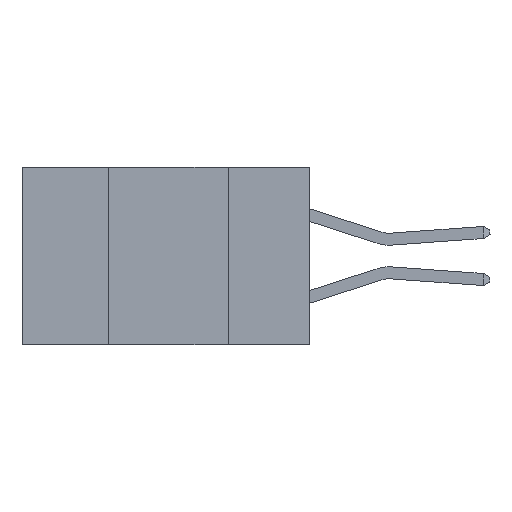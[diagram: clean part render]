
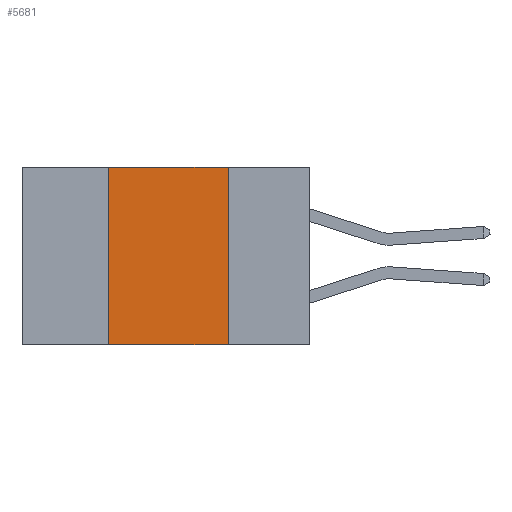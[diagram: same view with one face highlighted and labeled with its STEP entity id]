
A CAD part, left-side view. The second image highlights one B-rep face of the part: STEP entity #5681.
In plain terms, the highlighted planar face has unit normal (-1, 0, 0).
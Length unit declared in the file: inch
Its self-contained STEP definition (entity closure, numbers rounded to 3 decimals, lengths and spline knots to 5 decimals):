
#1099 = CARTESIAN_POINT ( 'NONE',  ( 0., 0.6, 0. ) ) ;
#1538 = CARTESIAN_POINT ( 'NONE',  ( 0., 0.17, -0.37 ) ) ;
#1693 = VECTOR ( 'NONE', #10359, 39.37008 ) ;
#1848 = CARTESIAN_POINT ( 'NONE',  ( 0., 0.17, -0.37 ) ) ;
#2276 = EDGE_CURVE ( 'NONE', #8939, #7200, #4252, .T. ) ;
#2964 = VECTOR ( 'NONE', #12481, 39.37008 ) ;
#3284 = VECTOR ( 'NONE', #9598, 39.37008 ) ;
#4252 = LINE ( 'NONE', #1099, #2964 ) ;
#4308 = CARTESIAN_POINT ( 'NONE',  ( 0., 0.42, -0.37 ) ) ;
#4373 = CARTESIAN_POINT ( 'NONE',  ( 0., 0.42, -0.37 ) ) ;
#4997 = CARTESIAN_POINT ( 'NONE',  ( 0., 0.6, -0.37 ) ) ;
#5181 = VERTEX_POINT ( 'NONE', #1848 ) ;
#5681 = ADVANCED_FACE ( 'NONE', ( #7127 ), #13293, .F. ) ;
#7097 = EDGE_CURVE ( 'NONE', #8604, #5181, #12341, .T. ) ;
#7127 = FACE_OUTER_BOUND ( 'NONE', #11444, .T. ) ;
#7200 = VERTEX_POINT ( 'NONE', #8231 ) ;
#8231 = CARTESIAN_POINT ( 'NONE',  ( 0., 0.17, 0. ) ) ;
#8415 = DIRECTION ( 'NONE',  ( 0., 0., -1. ) ) ;
#8465 = AXIS2_PLACEMENT_3D ( 'NONE', #12339, #10545, #8415 ) ;
#8468 = ORIENTED_EDGE ( 'NONE', *, *, #2276, .F. ) ;
#8572 = EDGE_CURVE ( 'NONE', #8604, #8939, #9662, .T. ) ;
#8604 = VERTEX_POINT ( 'NONE', #4308 ) ;
#8939 = VERTEX_POINT ( 'NONE', #13210 ) ;
#9598 = DIRECTION ( 'NONE',  ( 0., 0., 1. ) ) ;
#9662 = LINE ( 'NONE', #4373, #3284 ) ;
#10147 = ORIENTED_EDGE ( 'NONE', *, *, #7097, .T. ) ;
#10265 = ORIENTED_EDGE ( 'NONE', *, *, #8572, .F. ) ;
#10359 = DIRECTION ( 'NONE',  ( 0., -1., 0. ) ) ;
#10545 = DIRECTION ( 'NONE',  ( 1., 0., 0. ) ) ;
#10936 = LINE ( 'NONE', #1538, #13373 ) ;
#11278 = ORIENTED_EDGE ( 'NONE', *, *, #11800, .F. ) ;
#11444 = EDGE_LOOP ( 'NONE', ( #11278, #8468, #10265, #10147 ) ) ;
#11800 = EDGE_CURVE ( 'NONE', #7200, #5181, #10936, .T. ) ;
#12339 = CARTESIAN_POINT ( 'NONE',  ( 0., 0.6, 0. ) ) ;
#12341 = LINE ( 'NONE', #4997, #1693 ) ;
#12481 = DIRECTION ( 'NONE',  ( 0., -1., 0. ) ) ;
#13113 = DIRECTION ( 'NONE',  ( 0., 0., -1. ) ) ;
#13210 = CARTESIAN_POINT ( 'NONE',  ( 0., 0.42, 0. ) ) ;
#13293 = PLANE ( 'NONE',  #8465 ) ;
#13373 = VECTOR ( 'NONE', #13113, 39.37008 ) ;
